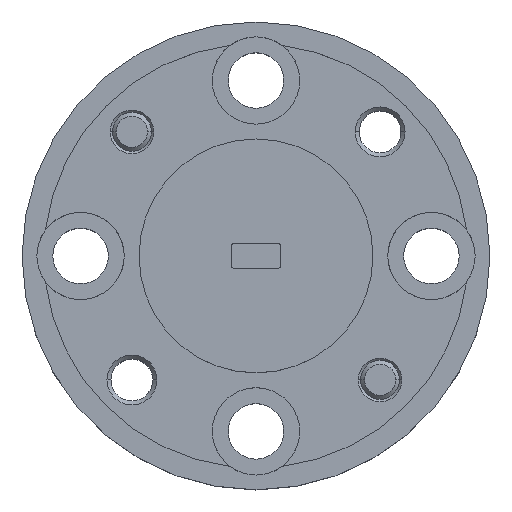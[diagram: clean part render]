
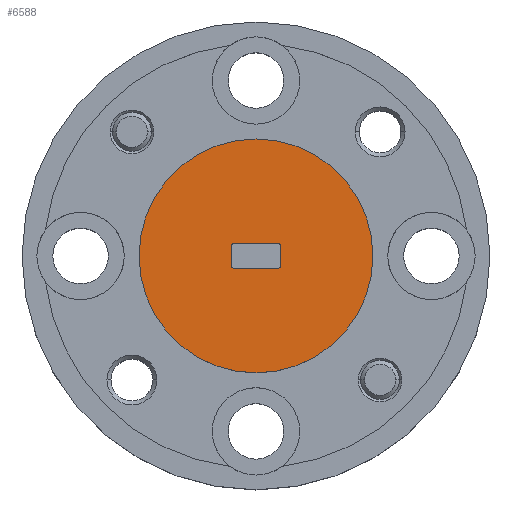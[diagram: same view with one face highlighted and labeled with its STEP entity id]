
A CAD part, top view. The second image highlights one B-rep face of the part: STEP entity #6588.
In plain terms, the highlighted planar face has unit normal (0, 0, 1).
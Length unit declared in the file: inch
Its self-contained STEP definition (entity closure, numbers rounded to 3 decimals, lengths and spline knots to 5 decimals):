
#37 = DIRECTION ( 'NONE',  ( 1., 0., 0. ) ) ;
#94 = DIRECTION ( 'NONE',  ( 1., 0., 0. ) ) ;
#138 = CARTESIAN_POINT ( 'NONE',  ( -0.1875, 0., 0. ) ) ;
#157 = EDGE_CURVE ( 'NONE', #4685, #5697, #6014, .T. ) ;
#387 = ORIENTED_EDGE ( 'NONE', *, *, #4478, .T. ) ;
#438 = DIRECTION ( 'NONE',  ( 0., 0., 1. ) ) ;
#454 = EDGE_CURVE ( 'NONE', #4107, #1100, #5164, .T. ) ;
#618 = ORIENTED_EDGE ( 'NONE', *, *, #6293, .F. ) ;
#630 = CARTESIAN_POINT ( 'NONE',  ( 0., 0.375, 0. ) ) ;
#654 = CARTESIAN_POINT ( 'NONE',  ( -0.035, 0.015, 0. ) ) ;
#734 = DIRECTION ( 'NONE',  ( 1., 0., 0. ) ) ;
#755 = LINE ( 'NONE', #6164, #5221 ) ;
#835 = CARTESIAN_POINT ( 'NONE',  ( -0.04, -0.015, 0. ) ) ;
#928 = CARTESIAN_POINT ( 'NONE',  ( 0.035, -0.015, 0. ) ) ;
#998 = DIRECTION ( 'NONE',  ( 0., 0., -1. ) ) ;
#1038 = EDGE_CURVE ( 'NONE', #6747, #5978, #5603, .T. ) ;
#1039 = VECTOR ( 'NONE', #4634, 39.37008 ) ;
#1100 = VERTEX_POINT ( 'NONE', #6501 ) ;
#1425 = VERTEX_POINT ( 'NONE', #2305 ) ;
#1516 = CIRCLE ( 'NONE', #2976, 0.1875 ) ;
#1524 = DIRECTION ( 'NONE',  ( 0., 0., 1. ) ) ;
#1820 = CARTESIAN_POINT ( 'NONE',  ( 0.035, 0.015, 0. ) ) ;
#1853 = CIRCLE ( 'NONE', #4354, 0.005 ) ;
#1899 = CARTESIAN_POINT ( 'NONE',  ( -0.04, 0.015, 0. ) ) ;
#1996 = EDGE_CURVE ( 'NONE', #6309, #1425, #1516, .T. ) ;
#2059 = DIRECTION ( 'NONE',  ( 1., 0., 0. ) ) ;
#2137 = CARTESIAN_POINT ( 'NONE',  ( -0.035, 0.02, 0. ) ) ;
#2293 = DIRECTION ( 'NONE',  ( 0., -1., 0. ) ) ;
#2305 = CARTESIAN_POINT ( 'NONE',  ( 0.1875, 0., 0. ) ) ;
#2787 = CARTESIAN_POINT ( 'NONE',  ( -0.035, -0.02, 0. ) ) ;
#2801 = VERTEX_POINT ( 'NONE', #6241 ) ;
#2802 = FACE_OUTER_BOUND ( 'NONE', #8110, .T. ) ;
#2890 = FACE_BOUND ( 'NONE', #6663, .T. ) ;
#2976 = AXIS2_PLACEMENT_3D ( 'NONE', #7409, #438, #94 ) ;
#3096 = CARTESIAN_POINT ( 'NONE',  ( -0.035, -0.015, 0. ) ) ;
#3178 = CIRCLE ( 'NONE', #4776, 0.005 ) ;
#3424 = PLANE ( 'NONE',  #3860 ) ;
#3447 = DIRECTION ( 'NONE',  ( 1., 0., 0. ) ) ;
#3578 = ORIENTED_EDGE ( 'NONE', *, *, #5062, .T. ) ;
#3606 = VECTOR ( 'NONE', #2293, 39.37008 ) ;
#3635 = EDGE_CURVE ( 'NONE', #4107, #2801, #755, .T. ) ;
#3653 = ORIENTED_EDGE ( 'NONE', *, *, #1038, .F. ) ;
#3681 = LINE ( 'NONE', #7755, #6184 ) ;
#3696 = ORIENTED_EDGE ( 'NONE', *, *, #454, .T. ) ;
#3860 = AXIS2_PLACEMENT_3D ( 'NONE', #630, #6225, #2059 ) ;
#3910 = CARTESIAN_POINT ( 'NONE',  ( 0.035, 0.02, 0. ) ) ;
#3971 = DIRECTION ( 'NONE',  ( 0., 0., -1. ) ) ;
#4051 = DIRECTION ( 'NONE',  ( 0., 0., -1. ) ) ;
#4107 = VERTEX_POINT ( 'NONE', #5332 ) ;
#4251 = ORIENTED_EDGE ( 'NONE', *, *, #3635, .F. ) ;
#4275 = ORIENTED_EDGE ( 'NONE', *, *, #5494, .T. ) ;
#4354 = AXIS2_PLACEMENT_3D ( 'NONE', #1820, #998, #6614 ) ;
#4478 = EDGE_CURVE ( 'NONE', #6747, #5697, #5358, .T. ) ;
#4634 = DIRECTION ( 'NONE',  ( -1., 0., 0. ) ) ;
#4685 = VERTEX_POINT ( 'NONE', #3910 ) ;
#4776 = AXIS2_PLACEMENT_3D ( 'NONE', #3096, #3971, #6777 ) ;
#5062 = EDGE_CURVE ( 'NONE', #4685, #2801, #1853, .T. ) ;
#5065 = ORIENTED_EDGE ( 'NONE', *, *, #157, .F. ) ;
#5131 = DIRECTION ( 'NONE',  ( 1., 0., 0. ) ) ;
#5164 = CIRCLE ( 'NONE', #7321, 0.005 ) ;
#5221 = VECTOR ( 'NONE', #6315, 39.37008 ) ;
#5332 = CARTESIAN_POINT ( 'NONE',  ( 0.04, -0.015, 0. ) ) ;
#5354 = ORIENTED_EDGE ( 'NONE', *, *, #7431, .T. ) ;
#5358 = CIRCLE ( 'NONE', #8608, 0.005 ) ;
#5494 = EDGE_CURVE ( 'NONE', #5577, #5978, #3178, .T. ) ;
#5577 = VERTEX_POINT ( 'NONE', #2787 ) ;
#5603 = LINE ( 'NONE', #7061, #3606 ) ;
#5625 = CARTESIAN_POINT ( 'NONE',  ( 0., 0., 0. ) ) ;
#5697 = VERTEX_POINT ( 'NONE', #2137 ) ;
#5901 = AXIS2_PLACEMENT_3D ( 'NONE', #5625, #1524, #37 ) ;
#5978 = VERTEX_POINT ( 'NONE', #835 ) ;
#6006 = DIRECTION ( 'NONE',  ( 0., 0., -1. ) ) ;
#6014 = LINE ( 'NONE', #8099, #1039 ) ;
#6164 = CARTESIAN_POINT ( 'NONE',  ( 0.04, -0.02, 0. ) ) ;
#6184 = VECTOR ( 'NONE', #734, 39.37008 ) ;
#6225 = DIRECTION ( 'NONE',  ( 0., 0., 1. ) ) ;
#6241 = CARTESIAN_POINT ( 'NONE',  ( 0.04, 0.015, 0. ) ) ;
#6293 = EDGE_CURVE ( 'NONE', #5577, #1100, #3681, .T. ) ;
#6309 = VERTEX_POINT ( 'NONE', #138 ) ;
#6315 = DIRECTION ( 'NONE',  ( 0., 1., 0. ) ) ;
#6501 = CARTESIAN_POINT ( 'NONE',  ( 0.035, -0.02, 0. ) ) ;
#6502 = CIRCLE ( 'NONE', #5901, 0.1875 ) ;
#6588 = ADVANCED_FACE ( 'NONE', ( #2890, #2802 ), #3424, .T. ) ;
#6614 = DIRECTION ( 'NONE',  ( 1., 0., 0. ) ) ;
#6663 = EDGE_LOOP ( 'NONE', ( #3653, #387, #5065, #3578, #4251, #3696, #618, #4275 ) ) ;
#6747 = VERTEX_POINT ( 'NONE', #1899 ) ;
#6777 = DIRECTION ( 'NONE',  ( 1., 0., 0. ) ) ;
#7061 = CARTESIAN_POINT ( 'NONE',  ( -0.04, -0.02, 0. ) ) ;
#7321 = AXIS2_PLACEMENT_3D ( 'NONE', #928, #6006, #5131 ) ;
#7409 = CARTESIAN_POINT ( 'NONE',  ( 0., 0., 0. ) ) ;
#7431 = EDGE_CURVE ( 'NONE', #1425, #6309, #6502, .T. ) ;
#7461 = ORIENTED_EDGE ( 'NONE', *, *, #1996, .T. ) ;
#7755 = CARTESIAN_POINT ( 'NONE',  ( 0.04, -0.02, 0. ) ) ;
#8099 = CARTESIAN_POINT ( 'NONE',  ( 0.04, 0.02, 0. ) ) ;
#8110 = EDGE_LOOP ( 'NONE', ( #5354, #7461 ) ) ;
#8608 = AXIS2_PLACEMENT_3D ( 'NONE', #654, #4051, #3447 ) ;
